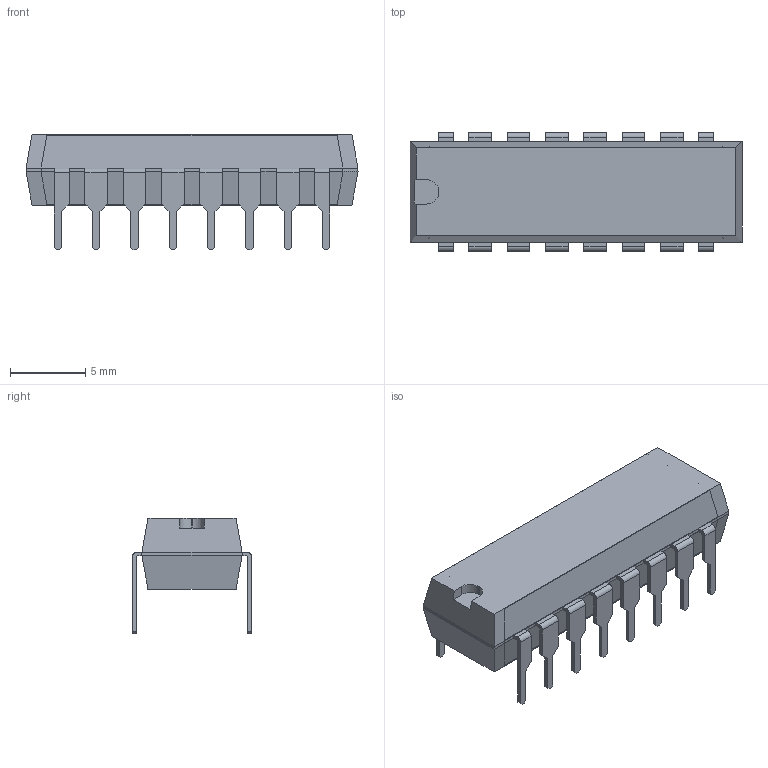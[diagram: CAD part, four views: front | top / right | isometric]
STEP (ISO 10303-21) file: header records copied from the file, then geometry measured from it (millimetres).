
FILE_DESCRIPTION (( 'STEP AP214' ), '1' );
FILE_NAME ('User Library-DIP16-22mm.STEP', '2013-12-08T20:01:07', ( 'Windows User' ), ( '' ), 'SwSTEP 2.0', 'SolidWorks 2014', '' );
FILE_SCHEMA (( 'AUTOMOTIVE_DESIGN' ));
Length unit declared in the file: millimetre
Products named in the file (3): User Library-DIP16-22mm_DIP16_22mm001; User Library-DIP16-22mm_DIP16_22mm; User Library-DIP16-22mm
Assembly tree (2 placements, depth 2):
  User Library-DIP16-22mm
    User Library-DIP16-22mm_DIP16_22mm
    User Library-DIP16-22mm_DIP16_22mm001
Bounding box: 22 x 7.87 x 7.64 mm (x, y, z)
Volume: 1215.1 mm3; surface area: 1196.6 mm2
Topology: 2 solids, 2 shells, 285 faces, 763 edges, 482 vertices
Faces by surface type: plane 249, cylinder 36
Entity records: 11914 total; most frequent: CARTESIAN_POINT 1541, ORIENTED_EDGE 1526, DIRECTION 1413, EDGE_CURVE 763, LINE 689, VECTOR 689, VERTEX_POINT 482, AXIS2_PLACEMENT_3D 362
